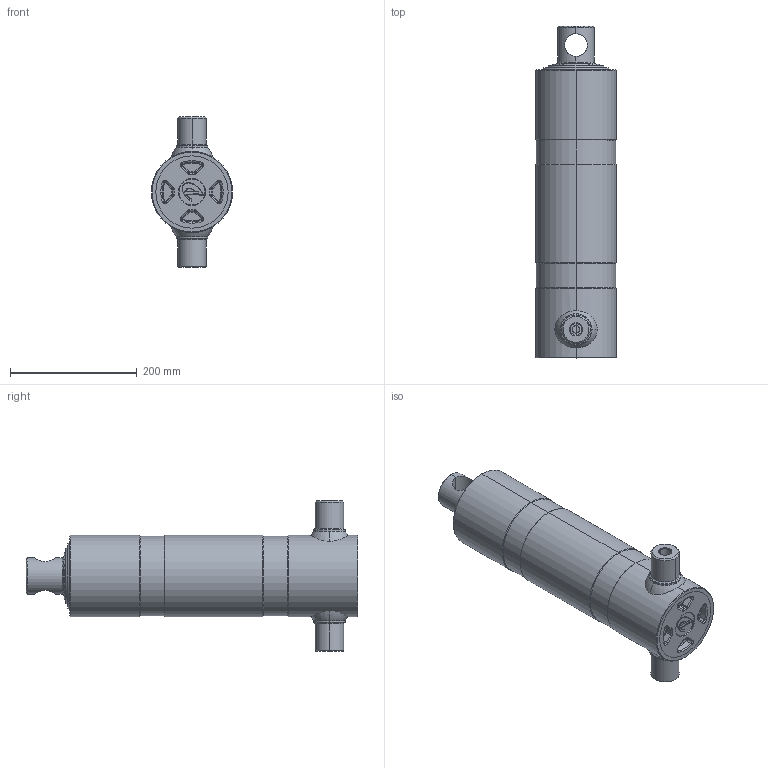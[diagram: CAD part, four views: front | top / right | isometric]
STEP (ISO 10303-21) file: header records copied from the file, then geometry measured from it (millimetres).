
FILE_DESCRIPTION (( 'STEP AP203' ), '1' );
FILE_NAME ('447.BGB.STEP', '2014-10-06T12:07:20', ( '' ), ( '' ), 'SwSTEP 2.0', 'SolidWorks 2013', '' );
FILE_SCHEMA (( 'CONFIG_CONTROL_DESIGN' ));
Length unit declared in the file: millimetre
Products named in the file (1): 447.BGB
Bounding box: 128 x 524 x 237 mm (x, y, z)
Surface area: 678979.6 mm2 (no closed solid volume)
Topology: 0 solids, 14 shells, 253 faces, 666 edges, 409 vertices
Faces by surface type: cylinder 82, cone 70, torus 62, plane 30, bspline 9
Entity records: 9595 total; most frequent: CARTESIAN_POINT 3290, DIRECTION 1472, ORIENTED_EDGE 1139, EDGE_CURVE 665, AXIS2_PLACEMENT_3D 629, VERTEX_POINT 409, CIRCLE 384, EDGE_LOOP 267
